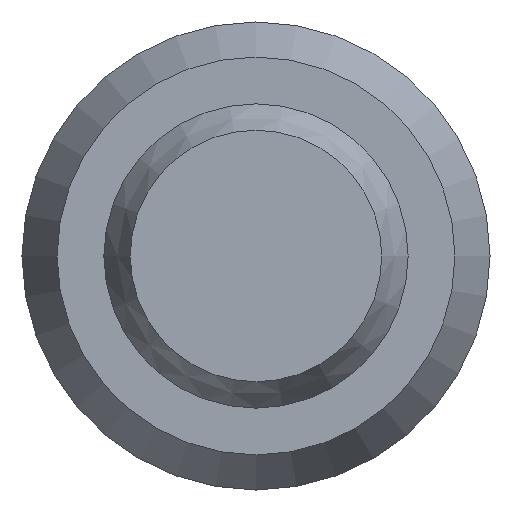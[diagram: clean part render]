
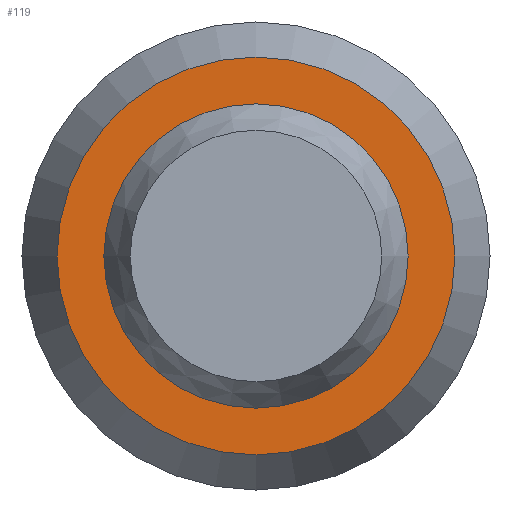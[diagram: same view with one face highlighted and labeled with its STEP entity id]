
A CAD part, left-side view. The second image highlights one B-rep face of the part: STEP entity #119.
In plain terms, the highlighted planar face has unit normal (-1, 0, 0).
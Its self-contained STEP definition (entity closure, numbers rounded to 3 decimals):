
#22=PLANE($,#141);
#33=FACE_BOUND($,#60,.T.);
#43=FACE_OUTER_BOUND($,#59,.T.);
#59=EDGE_LOOP($,(#104));
#60=EDGE_LOOP($,(#105));
#66=CIRCLE($,#130,1.7);
#69=CIRCLE($,#135,1.3);
#75=VERTEX_POINT($,#199);
#78=VERTEX_POINT($,#207);
#84=EDGE_CURVE($,#75,#75,#66,.T.);
#87=EDGE_CURVE($,#78,#78,#69,.T.);
#104=ORIENTED_EDGE($,*,*,#84,.T.);
#105=ORIENTED_EDGE($,*,*,#87,.T.);
#119=ADVANCED_FACE($,(#43,#33),#22,.T.);
#130=AXIS2_PLACEMENT_3D($,#200,#159,#160);
#135=AXIS2_PLACEMENT_3D($,#208,#169,#170);
#141=AXIS2_PLACEMENT_3D($,#216,#181,#182);
#159=DIRECTION('center_axis',(-1.,0.,0.));
#160=DIRECTION('ref_axis',(0.,1.,0.));
#169=DIRECTION('center_axis',(1.,0.,0.));
#170=DIRECTION('ref_axis',(0.,1.,0.));
#181=DIRECTION('center_axis',(-1.,0.,0.));
#182=DIRECTION('ref_axis',(0.,1.,0.));
#199=CARTESIAN_POINT('',(0.,-1.7,0.));
#200=CARTESIAN_POINT('Origin',(0.,0.,0.));
#207=CARTESIAN_POINT('',(0.,-1.3,0.));
#208=CARTESIAN_POINT('Origin',(0.,0.,0.));
#216=CARTESIAN_POINT('Origin',(0.,0.85,0.));
